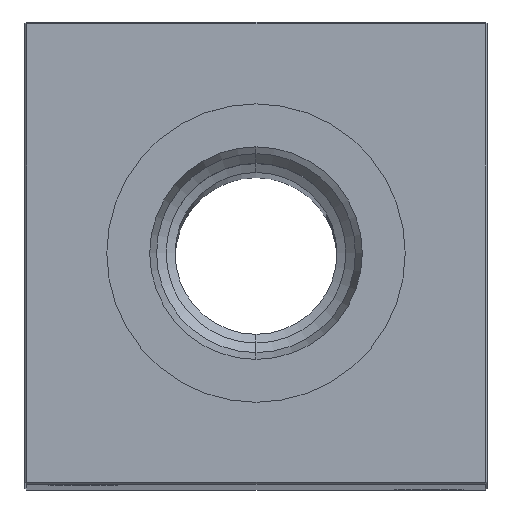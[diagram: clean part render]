
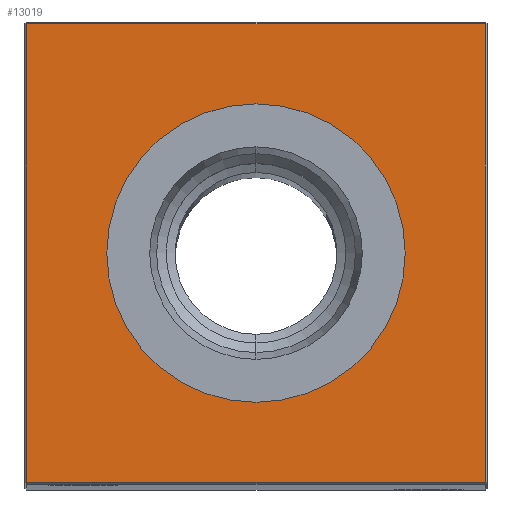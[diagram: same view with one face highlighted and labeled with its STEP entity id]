
A CAD part, top view. The second image highlights one B-rep face of the part: STEP entity #13019.
In plain terms, the highlighted planar face has unit normal (0, 0, 1).
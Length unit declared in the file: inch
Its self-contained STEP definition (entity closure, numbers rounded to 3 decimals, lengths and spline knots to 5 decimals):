
#143 = CARTESIAN_POINT ( 'NONE',  ( 0., 0.80709, 18. ) ) ;
#197 = ORIENTED_EDGE ( 'NONE', *, *, #12275, .T. ) ;
#1850 = LINE ( 'NONE', #15984, #11321 ) ;
#1994 = CIRCLE ( 'NONE', #16768, 0.80709 ) ;
#2128 = DIRECTION ( 'NONE',  ( 1., 0., 0. ) ) ;
#4335 = VERTEX_POINT ( 'NONE', #7647 ) ;
#5330 = DIRECTION ( 'NONE',  ( -1., 0., 0. ) ) ;
#6225 = LINE ( 'NONE', #20243, #22375 ) ;
#7256 = DIRECTION ( 'NONE',  ( 0., 0., -1. ) ) ;
#7516 = CARTESIAN_POINT ( 'NONE',  ( 0., 0., 18. ) ) ;
#7647 = CARTESIAN_POINT ( 'NONE',  ( 0., -0.80709, 18. ) ) ;
#7972 = ORIENTED_EDGE ( 'NONE', *, *, #25906, .T. ) ;
#8736 = DIRECTION ( 'NONE',  ( 0., 0., -1. ) ) ;
#9052 = ORIENTED_EDGE ( 'NONE', *, *, #21417, .T. ) ;
#9291 = CARTESIAN_POINT ( 'NONE',  ( 0., 0., 18. ) ) ;
#9321 = VECTOR ( 'NONE', #18049, 39.37008 ) ;
#9459 = EDGE_CURVE ( 'NONE', #16658, #12095, #9969, .T. ) ;
#9847 = EDGE_CURVE ( 'NONE', #18737, #4335, #1994, .T. ) ;
#9969 = LINE ( 'NONE', #20426, #9321 ) ;
#10618 = CIRCLE ( 'NONE', #11462, 0.80709 ) ;
#11321 = VECTOR ( 'NONE', #20091, 39.37008 ) ;
#11462 = AXIS2_PLACEMENT_3D ( 'NONE', #12712, #8736, #24893 ) ;
#11962 = ORIENTED_EDGE ( 'NONE', *, *, #9847, .T. ) ;
#12095 = VERTEX_POINT ( 'NONE', #22501 ) ;
#12275 = EDGE_CURVE ( 'NONE', #4335, #18737, #10618, .T. ) ;
#12712 = CARTESIAN_POINT ( 'NONE',  ( 0., 0., 18. ) ) ;
#12729 = VERTEX_POINT ( 'NONE', #17517 ) ;
#13019 = ADVANCED_FACE ( 'NONE', ( #21463, #21986 ), #23449, .F. ) ;
#13522 = DIRECTION ( 'NONE',  ( 0., 0., -1. ) ) ;
#14447 = EDGE_CURVE ( 'NONE', #17529, #12729, #6225, .T. ) ;
#14944 = EDGE_LOOP ( 'NONE', ( #11962, #197 ) ) ;
#15288 = AXIS2_PLACEMENT_3D ( 'NONE', #9291, #13522, #5330 ) ;
#15312 = CARTESIAN_POINT ( 'NONE',  ( 1.24, 1.24, 18. ) ) ;
#15453 = DIRECTION ( 'NONE',  ( 0., -1., 0. ) ) ;
#15790 = EDGE_LOOP ( 'NONE', ( #7972, #25604, #9052, #21102 ) ) ;
#15984 = CARTESIAN_POINT ( 'NONE',  ( 1.24, 0., 18. ) ) ;
#16658 = VERTEX_POINT ( 'NONE', #15312 ) ;
#16768 = AXIS2_PLACEMENT_3D ( 'NONE', #7516, #7256, #21924 ) ;
#17517 = CARTESIAN_POINT ( 'NONE',  ( 1.24, -1.24, 18. ) ) ;
#17529 = VERTEX_POINT ( 'NONE', #21735 ) ;
#18049 = DIRECTION ( 'NONE',  ( -1., 0., 0. ) ) ;
#18737 = VERTEX_POINT ( 'NONE', #143 ) ;
#19851 = VECTOR ( 'NONE', #15453, 39.37008 ) ;
#20084 = LINE ( 'NONE', #23664, #19851 ) ;
#20091 = DIRECTION ( 'NONE',  ( 0., 1., 0. ) ) ;
#20243 = CARTESIAN_POINT ( 'NONE',  ( 0., -1.24, 18. ) ) ;
#20426 = CARTESIAN_POINT ( 'NONE',  ( 0., 1.24, 18. ) ) ;
#21102 = ORIENTED_EDGE ( 'NONE', *, *, #9459, .T. ) ;
#21417 = EDGE_CURVE ( 'NONE', #12729, #16658, #1850, .T. ) ;
#21463 = FACE_OUTER_BOUND ( 'NONE', #15790, .T. ) ;
#21735 = CARTESIAN_POINT ( 'NONE',  ( -1.24, -1.24, 18. ) ) ;
#21924 = DIRECTION ( 'NONE',  ( -1., 0., 0. ) ) ;
#21986 = FACE_BOUND ( 'NONE', #14944, .T. ) ;
#22375 = VECTOR ( 'NONE', #2128, 39.37008 ) ;
#22501 = CARTESIAN_POINT ( 'NONE',  ( -1.24, 1.24, 18. ) ) ;
#23449 = PLANE ( 'NONE',  #15288 ) ;
#23664 = CARTESIAN_POINT ( 'NONE',  ( -1.24, 0., 18. ) ) ;
#24893 = DIRECTION ( 'NONE',  ( -1., 0., 0. ) ) ;
#25604 = ORIENTED_EDGE ( 'NONE', *, *, #14447, .T. ) ;
#25906 = EDGE_CURVE ( 'NONE', #12095, #17529, #20084, .T. ) ;
